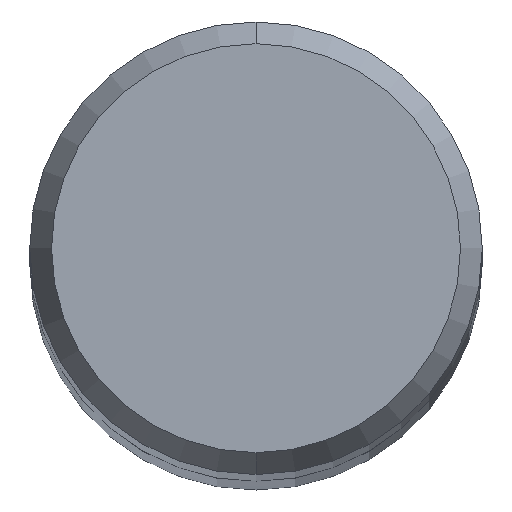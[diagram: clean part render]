
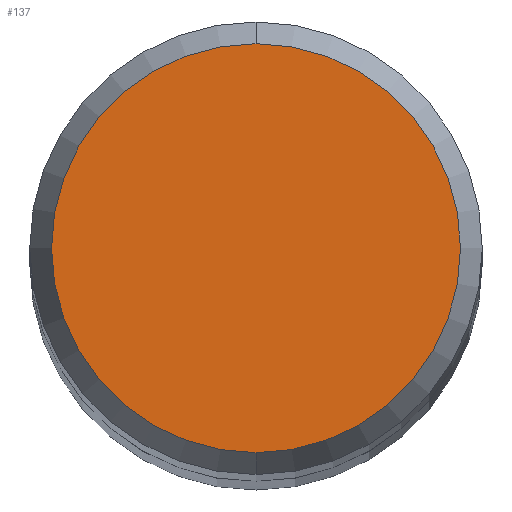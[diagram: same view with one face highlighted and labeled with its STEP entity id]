
A CAD part, top view. The second image highlights one B-rep face of the part: STEP entity #137.
In plain terms, the highlighted planar face has unit normal (0, 0, 1).
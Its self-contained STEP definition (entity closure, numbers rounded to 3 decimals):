
#83=EDGE_CURVE('',#85,#125,#202,.T.);
#85=VERTEX_POINT('',#204);
#113=EDGE_CURVE('',#125,#85,#234,.T.);
#125=VERTEX_POINT('',#247);
#137=ADVANCED_FACE('',(#263),#264,.T.);
#202=CIRCLE('',#327,4.304);
#204=CARTESIAN_POINT('',(0.,-4.304,0.0));
#234=CIRCLE('',#368,4.304);
#247=CARTESIAN_POINT('',(0.0,4.304,0.0));
#263=FACE_OUTER_BOUND('',#402,.T.);
#264=PLANE('',#403);
#327=AXIS2_PLACEMENT_3D('',#469,#470,#471);
#368=AXIS2_PLACEMENT_3D('',#504,#505,#506);
#402=EDGE_LOOP('',(#551,#552));
#403=AXIS2_PLACEMENT_3D('',#553,#554,#555);
#469=CARTESIAN_POINT('',(0.0,0.0,0.0));
#470=DIRECTION('',(0.0,0.0,-1.0));
#471=DIRECTION('',(0.0,1.0,0.0));
#504=CARTESIAN_POINT('',(0.0,0.0,0.0));
#505=DIRECTION('',(0.0,0.0,-1.0));
#506=DIRECTION('',(0.0,1.0,0.0));
#551=ORIENTED_EDGE('',*,*,#113,.F.);
#552=ORIENTED_EDGE('',*,*,#83,.F.);
#553=CARTESIAN_POINT('',(0.0,2.152,0.0));
#554=DIRECTION('',(-0.0,0.0,1.0));
#555=DIRECTION('',(0.0,-1.0,0.0));
